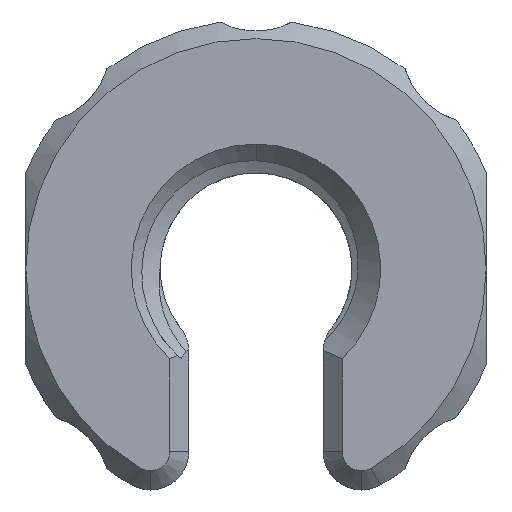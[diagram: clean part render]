
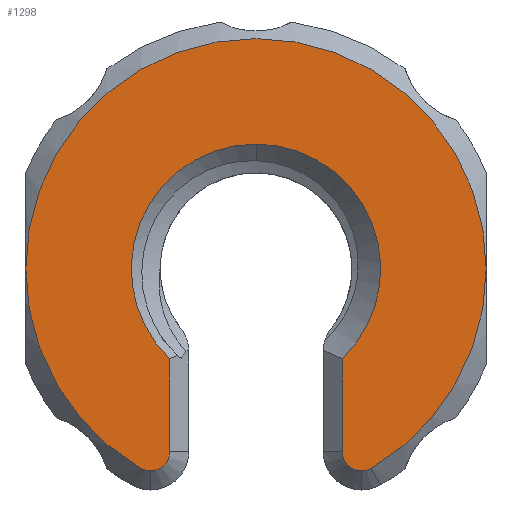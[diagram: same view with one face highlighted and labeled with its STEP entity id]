
A CAD part, left-side view. The second image highlights one B-rep face of the part: STEP entity #1298.
In plain terms, the highlighted planar face has unit normal (-1, 0, 0).
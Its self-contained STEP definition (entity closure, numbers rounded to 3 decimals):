
#72 = DIRECTION ( 'NONE',  ( 1., 0., 0. ) ) ;
#94 = DIRECTION ( 'NONE',  ( 0., 0., 1. ) ) ;
#95 = VERTEX_POINT ( 'NONE', #687 ) ;
#142 = EDGE_CURVE ( 'NONE', #4165, #2455, #3389, .T. ) ;
#157 = VERTEX_POINT ( 'NONE', #1139 ) ;
#174 = ORIENTED_EDGE ( 'NONE', *, *, #142, .T. ) ;
#302 = AXIS2_PLACEMENT_3D ( 'NONE', #435, #72, #5411 ) ;
#384 = ORIENTED_EDGE ( 'NONE', *, *, #5335, .T. ) ;
#424 = EDGE_CURVE ( 'NONE', #4165, #95, #5141, .T. ) ;
#435 = CARTESIAN_POINT ( 'NONE',  ( -2., 0., 0. ) ) ;
#499 = CIRCLE ( 'NONE', #302, 3.25 ) ;
#540 = CARTESIAN_POINT ( 'NONE',  ( -2., 3., -5.196 ) ) ;
#687 = CARTESIAN_POINT ( 'NONE',  ( -2., 6., 0. ) ) ;
#711 = AXIS2_PLACEMENT_3D ( 'NONE', #4568, #2155, #5571 ) ;
#721 = CIRCLE ( 'NONE', #1446, 0.5 ) ;
#765 = EDGE_CURVE ( 'NONE', #2455, #3166, #4519, .T. ) ;
#920 = AXIS2_PLACEMENT_3D ( 'NONE', #1234, #4661, #5693 ) ;
#1021 = VERTEX_POINT ( 'NONE', #6384 ) ;
#1104 = EDGE_CURVE ( 'NONE', #95, #2525, #6287, .T. ) ;
#1139 = CARTESIAN_POINT ( 'NONE',  ( -2., 2.25, -2.345 ) ) ;
#1234 = CARTESIAN_POINT ( 'NONE',  ( -2., 2.75, -4.763 ) ) ;
#1251 = ORIENTED_EDGE ( 'NONE', *, *, #1104, .F. ) ;
#1298 = ADVANCED_FACE ( 'NONE', ( #4587 ), #5006, .T. ) ;
#1409 = CARTESIAN_POINT ( 'NONE',  ( -2., 2.25, -4.763 ) ) ;
#1431 = DIRECTION ( 'NONE',  ( 1., 0., 0. ) ) ;
#1446 = AXIS2_PLACEMENT_3D ( 'NONE', #4063, #1882, #2878 ) ;
#1586 = CARTESIAN_POINT ( 'NONE',  ( -2., -2.25, -2.345 ) ) ;
#1589 = DIRECTION ( 'NONE',  ( -1., 0., 0. ) ) ;
#1647 = AXIS2_PLACEMENT_3D ( 'NONE', #3580, #2171, #5518 ) ;
#1685 = VERTEX_POINT ( 'NONE', #3011 ) ;
#1719 = LINE ( 'NONE', #5690, #6297 ) ;
#1817 = ORIENTED_EDGE ( 'NONE', *, *, #424, .F. ) ;
#1882 = DIRECTION ( 'NONE',  ( -1., 0., 0. ) ) ;
#2075 = ORIENTED_EDGE ( 'NONE', *, *, #765, .T. ) ;
#2152 = AXIS2_PLACEMENT_3D ( 'NONE', #3041, #2951, #3013 ) ;
#2155 = DIRECTION ( 'NONE',  ( 1., 0., 0. ) ) ;
#2171 = DIRECTION ( 'NONE',  ( 1., 0., 0. ) ) ;
#2337 = EDGE_CURVE ( 'NONE', #2525, #4504, #4421, .T. ) ;
#2455 = VERTEX_POINT ( 'NONE', #4256 ) ;
#2524 = CARTESIAN_POINT ( 'NONE',  ( -2., 0., -6. ) ) ;
#2525 = VERTEX_POINT ( 'NONE', #3016 ) ;
#2560 = EDGE_CURVE ( 'NONE', #2622, #3901, #499, .T. ) ;
#2561 = EDGE_CURVE ( 'NONE', #3901, #1021, #4440, .T. ) ;
#2622 = VERTEX_POINT ( 'NONE', #4864 ) ;
#2691 = DIRECTION ( 'NONE',  ( 0., 0., 1. ) ) ;
#2878 = DIRECTION ( 'NONE',  ( 0., 0., 1. ) ) ;
#2904 = ORIENTED_EDGE ( 'NONE', *, *, #3939, .T. ) ;
#2928 = CARTESIAN_POINT ( 'NONE',  ( -2., -2.25, -6. ) ) ;
#2951 = DIRECTION ( 'NONE',  ( -1., 0., 0. ) ) ;
#2974 = ORIENTED_EDGE ( 'NONE', *, *, #2561, .T. ) ;
#3011 = CARTESIAN_POINT ( 'NONE',  ( -2., -2.75, -5.263 ) ) ;
#3013 = DIRECTION ( 'NONE',  ( 0., 0., 1. ) ) ;
#3016 = CARTESIAN_POINT ( 'NONE',  ( -2., -6., 0. ) ) ;
#3041 = CARTESIAN_POINT ( 'NONE',  ( -2., 2.75, -4.763 ) ) ;
#3166 = VERTEX_POINT ( 'NONE', #1409 ) ;
#3295 = AXIS2_PLACEMENT_3D ( 'NONE', #5460, #4334, #3394 ) ;
#3389 = CIRCLE ( 'NONE', #920, 0.5 ) ;
#3394 = DIRECTION ( 'NONE',  ( 0., 0., -1. ) ) ;
#3580 = CARTESIAN_POINT ( 'NONE',  ( -2., 0., 0. ) ) ;
#3603 = CIRCLE ( 'NONE', #4948, 0.5 ) ;
#3702 = DIRECTION ( 'NONE',  ( 0., 0., 1. ) ) ;
#3826 = EDGE_CURVE ( 'NONE', #157, #2622, #4744, .T. ) ;
#3901 = VERTEX_POINT ( 'NONE', #1586 ) ;
#3939 = EDGE_CURVE ( 'NONE', #1685, #4504, #721, .T. ) ;
#4005 = CARTESIAN_POINT ( 'NONE',  ( -2., -3., -5.196 ) ) ;
#4063 = CARTESIAN_POINT ( 'NONE',  ( -2., -2.75, -4.763 ) ) ;
#4154 = DIRECTION ( 'NONE',  ( -1., 0., 0. ) ) ;
#4165 = VERTEX_POINT ( 'NONE', #540 ) ;
#4256 = CARTESIAN_POINT ( 'NONE',  ( -2., 2.75, -5.263 ) ) ;
#4334 = DIRECTION ( 'NONE',  ( 1., 0., 0. ) ) ;
#4421 = CIRCLE ( 'NONE', #3295, 6. ) ;
#4440 = LINE ( 'NONE', #2928, #5768 ) ;
#4504 = VERTEX_POINT ( 'NONE', #4005 ) ;
#4519 = CIRCLE ( 'NONE', #2152, 0.5 ) ;
#4568 = CARTESIAN_POINT ( 'NONE',  ( -2., 0., 0. ) ) ;
#4587 = FACE_OUTER_BOUND ( 'NONE', #4838, .T. ) ;
#4628 = AXIS2_PLACEMENT_3D ( 'NONE', #2524, #1589, #94 ) ;
#4659 = EDGE_CURVE ( 'NONE', #3166, #157, #1719, .T. ) ;
#4661 = DIRECTION ( 'NONE',  ( -1., 0., 0. ) ) ;
#4744 = CIRCLE ( 'NONE', #1647, 3.25 ) ;
#4778 = ORIENTED_EDGE ( 'NONE', *, *, #4659, .T. ) ;
#4787 = ORIENTED_EDGE ( 'NONE', *, *, #2560, .T. ) ;
#4838 = EDGE_LOOP ( 'NONE', ( #1817, #174, #2075, #4778, #5889, #4787, #2974, #384, #2904, #4897, #1251 ) ) ;
#4864 = CARTESIAN_POINT ( 'NONE',  ( -2., 0., 3.25 ) ) ;
#4897 = ORIENTED_EDGE ( 'NONE', *, *, #2337, .F. ) ;
#4930 = AXIS2_PLACEMENT_3D ( 'NONE', #5852, #1431, #6311 ) ;
#4948 = AXIS2_PLACEMENT_3D ( 'NONE', #5736, #4154, #3702 ) ;
#5006 = PLANE ( 'NONE',  #4628 ) ;
#5141 = CIRCLE ( 'NONE', #4930, 6. ) ;
#5335 = EDGE_CURVE ( 'NONE', #1021, #1685, #3603, .T. ) ;
#5411 = DIRECTION ( 'NONE',  ( 0., 0., -1. ) ) ;
#5460 = CARTESIAN_POINT ( 'NONE',  ( -2., 0., 0. ) ) ;
#5518 = DIRECTION ( 'NONE',  ( 0., 0., -1. ) ) ;
#5571 = DIRECTION ( 'NONE',  ( 0., 0., -1. ) ) ;
#5690 = CARTESIAN_POINT ( 'NONE',  ( -2., 2.25, -6. ) ) ;
#5693 = DIRECTION ( 'NONE',  ( 0., 0., 1. ) ) ;
#5736 = CARTESIAN_POINT ( 'NONE',  ( -2., -2.75, -4.763 ) ) ;
#5768 = VECTOR ( 'NONE', #5928, 1000. ) ;
#5852 = CARTESIAN_POINT ( 'NONE',  ( -2., 0., 0. ) ) ;
#5889 = ORIENTED_EDGE ( 'NONE', *, *, #3826, .T. ) ;
#5928 = DIRECTION ( 'NONE',  ( 0., 0., -1. ) ) ;
#6287 = CIRCLE ( 'NONE', #711, 6. ) ;
#6297 = VECTOR ( 'NONE', #2691, 1000. ) ;
#6311 = DIRECTION ( 'NONE',  ( 0., 0., -1. ) ) ;
#6384 = CARTESIAN_POINT ( 'NONE',  ( -2., -2.25, -4.763 ) ) ;
